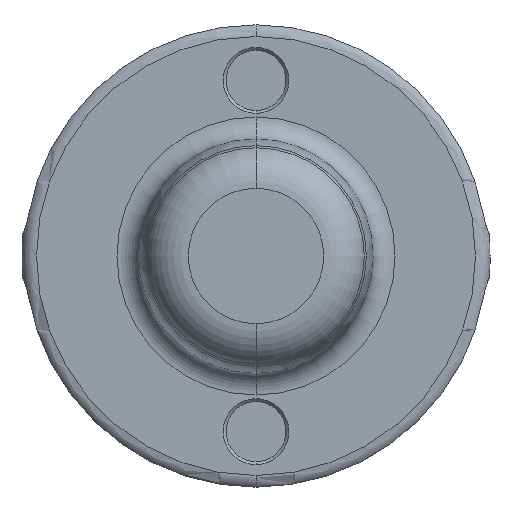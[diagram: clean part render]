
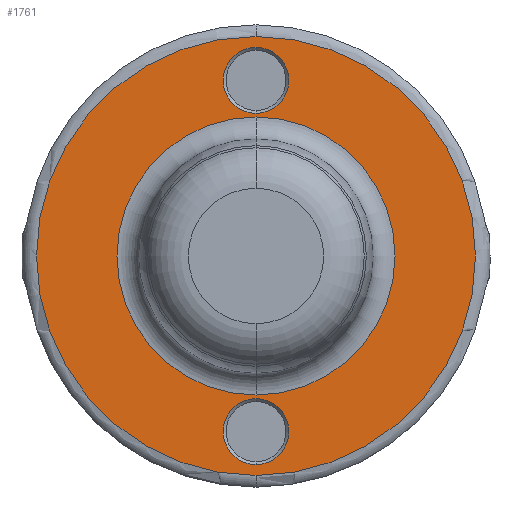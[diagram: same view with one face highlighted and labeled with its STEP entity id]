
A CAD part, front view. The second image highlights one B-rep face of the part: STEP entity #1761.
In plain terms, the highlighted planar face has unit normal (0, -1, 0).
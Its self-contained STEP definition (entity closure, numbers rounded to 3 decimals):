
#18 = VERTEX_POINT ( 'NONE', #1464 ) ;
#24 = EDGE_CURVE ( 'NONE', #18, #227, #1454, .T. ) ;
#97 = EDGE_CURVE ( 'NONE', #102, #124, #1430, .T. ) ;
#102 = VERTEX_POINT ( 'NONE', #1418 ) ;
#124 = VERTEX_POINT ( 'NONE', #407 ) ;
#132 = VERTEX_POINT ( 'NONE', #326 ) ;
#156 = EDGE_CURVE ( 'NONE', #174, #132, #385, .T. ) ;
#174 = VERTEX_POINT ( 'NONE', #489 ) ;
#191 = VERTEX_POINT ( 'NONE', #298 ) ;
#195 = VERTEX_POINT ( 'NONE', #717 ) ;
#199 = EDGE_CURVE ( 'NONE', #191, #195, #656, .T. ) ;
#227 = VERTEX_POINT ( 'NONE', #707 ) ;
#298 = CARTESIAN_POINT ( 'NONE',  ( 0., 16.8, -9.75 ) ) ;
#326 = CARTESIAN_POINT ( 'NONE',  ( 0., 16.8, 9.5 ) ) ;
#345 = DIRECTION ( 'NONE',  ( 0., 0., 1. ) ) ;
#346 = DIRECTION ( 'NONE',  ( 0., 1., 0. ) ) ;
#347 = AXIS2_PLACEMENT_3D ( 'NONE', #387, #346, #345 ) ;
#385 = CIRCLE ( 'NONE', #347, 9.5 ) ;
#387 = CARTESIAN_POINT ( 'NONE',  ( 0., 16.8, 0. ) ) ;
#407 = CARTESIAN_POINT ( 'NONE',  ( 0., 16.8, -15. ) ) ;
#489 = CARTESIAN_POINT ( 'NONE',  ( 0., 16.8, -9.5 ) ) ;
#656 = CIRCLE ( 'NONE', #678, 2.25 ) ;
#676 = DIRECTION ( 'NONE',  ( 0., -1., 0. ) ) ;
#677 = CARTESIAN_POINT ( 'NONE',  ( 0., 16.8, -12. ) ) ;
#678 = AXIS2_PLACEMENT_3D ( 'NONE', #677, #676, #716 ) ;
#707 = CARTESIAN_POINT ( 'NONE',  ( 0., 16.8, 9.75 ) ) ;
#716 = DIRECTION ( 'NONE',  ( 0., 0., -1. ) ) ;
#717 = CARTESIAN_POINT ( 'NONE',  ( 0., 16.8, -14.25 ) ) ;
#963 = CARTESIAN_POINT ( 'NONE',  ( 0., 16.8, 12. ) ) ;
#994 = AXIS2_PLACEMENT_3D ( 'NONE', #963, #1019, #1018 ) ;
#997 = CIRCLE ( 'NONE', #994, 2.25 ) ;
#1018 = DIRECTION ( 'NONE',  ( 0., 0., -1. ) ) ;
#1019 = DIRECTION ( 'NONE',  ( 0., -1., 0. ) ) ;
#1031 = DIRECTION ( 'NONE',  ( 0., 0., -1. ) ) ;
#1038 = PLANE ( 'NONE',  #1133 ) ;
#1061 = DIRECTION ( 'NONE',  ( 0., -1., 0. ) ) ;
#1062 = CARTESIAN_POINT ( 'NONE',  ( -15., 16.8, 0. ) ) ;
#1066 = DIRECTION ( 'NONE',  ( 0., 0., -1. ) ) ;
#1069 = DIRECTION ( 'NONE',  ( 0., -1., 0. ) ) ;
#1078 = FACE_BOUND ( 'NONE', #1800, .T. ) ;
#1081 = CARTESIAN_POINT ( 'NONE',  ( 0., 16.8, -12. ) ) ;
#1087 = AXIS2_PLACEMENT_3D ( 'NONE', #1081, #1069, #1031 ) ;
#1112 = CARTESIAN_POINT ( 'NONE',  ( 0., 16.8, 0. ) ) ;
#1127 = DIRECTION ( 'NONE',  ( 0., 0., 1. ) ) ;
#1128 = DIRECTION ( 'NONE',  ( 0., 1., 0. ) ) ;
#1130 = FACE_OUTER_BOUND ( 'NONE', #1769, .T. ) ;
#1133 = AXIS2_PLACEMENT_3D ( 'NONE', #1062, #1061, #1066 ) ;
#1138 = DIRECTION ( 'NONE',  ( 0., 0., 1. ) ) ;
#1139 = DIRECTION ( 'NONE',  ( 0., 1., 0. ) ) ;
#1140 = AXIS2_PLACEMENT_3D ( 'NONE', #1112, #1139, #1138 ) ;
#1143 = CIRCLE ( 'NONE', #1140, 9.5 ) ;
#1147 = CIRCLE ( 'NONE', #1174, 15. ) ;
#1164 = CIRCLE ( 'NONE', #1087, 2.25 ) ;
#1172 = FACE_BOUND ( 'NONE', #1783, .T. ) ;
#1173 = FACE_BOUND ( 'NONE', #1757, .T. ) ;
#1174 = AXIS2_PLACEMENT_3D ( 'NONE', #1178, #1128, #1127 ) ;
#1178 = CARTESIAN_POINT ( 'NONE',  ( 0., 16.8, 0. ) ) ;
#1418 = CARTESIAN_POINT ( 'NONE',  ( 0., 16.8, 15. ) ) ;
#1419 = DIRECTION ( 'NONE',  ( 0., 0., 1. ) ) ;
#1420 = DIRECTION ( 'NONE',  ( 0., 1., 0. ) ) ;
#1421 = CARTESIAN_POINT ( 'NONE',  ( 0., 16.8, 0. ) ) ;
#1422 = AXIS2_PLACEMENT_3D ( 'NONE', #1421, #1420, #1419 ) ;
#1430 = CIRCLE ( 'NONE', #1422, 15. ) ;
#1450 = DIRECTION ( 'NONE',  ( 0., 0., -1. ) ) ;
#1451 = DIRECTION ( 'NONE',  ( 0., -1., 0. ) ) ;
#1452 = CARTESIAN_POINT ( 'NONE',  ( 0., 16.8, 12. ) ) ;
#1454 = CIRCLE ( 'NONE', #1465, 2.25 ) ;
#1464 = CARTESIAN_POINT ( 'NONE',  ( 0., 16.8, 14.25 ) ) ;
#1465 = AXIS2_PLACEMENT_3D ( 'NONE', #1452, #1451, #1450 ) ;
#1738 = ORIENTED_EDGE ( 'NONE', *, *, #156, .T. ) ;
#1741 = EDGE_CURVE ( 'NONE', #227, #18, #997, .T. ) ;
#1750 = EDGE_CURVE ( 'NONE', #195, #191, #1164, .T. ) ;
#1757 = EDGE_LOOP ( 'NONE', ( #1770, #1762 ) ) ;
#1758 = ORIENTED_EDGE ( 'NONE', *, *, #1782, .F. ) ;
#1761 = ADVANCED_FACE ( 'NONE', ( #1173, #1172, #1130, #1078 ), #1038, .T. ) ;
#1762 = ORIENTED_EDGE ( 'NONE', *, *, #24, .F. ) ;
#1769 = EDGE_LOOP ( 'NONE', ( #1785, #1758 ) ) ;
#1770 = ORIENTED_EDGE ( 'NONE', *, *, #1741, .F. ) ;
#1775 = ORIENTED_EDGE ( 'NONE', *, *, #1750, .F. ) ;
#1782 = EDGE_CURVE ( 'NONE', #124, #102, #1147, .T. ) ;
#1783 = EDGE_LOOP ( 'NONE', ( #1789, #1738 ) ) ;
#1785 = ORIENTED_EDGE ( 'NONE', *, *, #97, .F. ) ;
#1789 = ORIENTED_EDGE ( 'NONE', *, *, #1802, .T. ) ;
#1800 = EDGE_LOOP ( 'NONE', ( #1775, #1849 ) ) ;
#1802 = EDGE_CURVE ( 'NONE', #132, #174, #1143, .T. ) ;
#1849 = ORIENTED_EDGE ( 'NONE', *, *, #199, .F. ) ;
